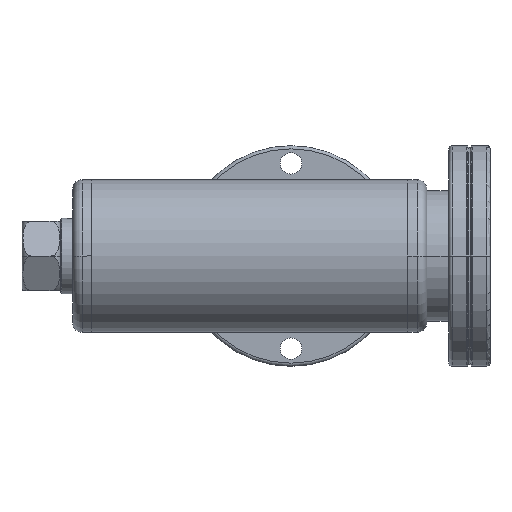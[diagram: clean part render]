
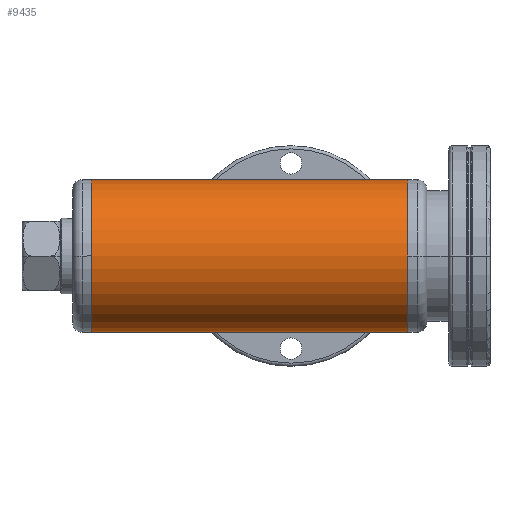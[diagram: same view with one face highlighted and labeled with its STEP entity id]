
A CAD part, left-side view. The second image highlights one B-rep face of the part: STEP entity #9435.
In plain terms, the highlighted cylindrical face has radius 24.13 mm (diameter 48.26 mm), a partial arc.
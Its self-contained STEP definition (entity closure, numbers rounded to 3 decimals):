
#397=CARTESIAN_POINT('',(0.,21.2,0.));
#398=DIRECTION('',(0.,1.,0.));
#399=DIRECTION('',(0.,0.,-1.));
#400=AXIS2_PLACEMENT_3D('',#397,#398,#399);
#585=CARTESIAN_POINT('',(0.,121.4,0.));
#586=DIRECTION('',(0.,1.,0.));
#587=DIRECTION('',(0.,0.,-1.));
#588=AXIS2_PLACEMENT_3D('',#585,#586,#587);
#2422=DIRECTION('',(0.,-1.,0.));
#2423=VECTOR('',#2422,100.2);
#2424=CARTESIAN_POINT('',(0.,121.4,-24.13));
#2425=LINE('',#2424,#2423);
#2426=DIRECTION('',(0.,1.,0.));
#2427=VECTOR('',#2426,100.2);
#2428=CARTESIAN_POINT('',(0.,21.2,24.13));
#2429=LINE('',#2428,#2427);
#8501=CARTESIAN_POINT('',(0.,21.2,-24.13));
#8502=CARTESIAN_POINT('',(0.,21.2,24.13));
#8503=VERTEX_POINT('',#8501);
#8504=VERTEX_POINT('',#8502);
#8517=CARTESIAN_POINT('',(0.,121.4,-24.13));
#8518=CARTESIAN_POINT('',(0.,121.4,24.13));
#8519=VERTEX_POINT('',#8517);
#8520=VERTEX_POINT('',#8518);
#9421=CARTESIAN_POINT('',(0.,19.196,0.));
#9422=DIRECTION('',(0.,1.,0.));
#9423=DIRECTION('',(0.,0.,-1.));
#9424=AXIS2_PLACEMENT_3D('',#9421,#9422,#9423);
#9425=CYLINDRICAL_SURFACE('',#9424,24.13);
#9427=ORIENTED_EDGE('',*,*,#9426,.T.);
#9429=ORIENTED_EDGE('',*,*,#9428,.F.);
#9430=ORIENTED_EDGE('',*,*,#9144,.F.);
#9432=ORIENTED_EDGE('',*,*,#9431,.F.);
#9433=EDGE_LOOP('',(#9427,#9429,#9430,#9432));
#9434=FACE_OUTER_BOUND('',#9433,.F.);
#401=CIRCLE('',#400,24.13);
#589=CIRCLE('',#588,24.13);
#9144=EDGE_CURVE('',#8503,#8504,#401,.T.);
#9426=EDGE_CURVE('',#8519,#8520,#589,.T.);
#9428=EDGE_CURVE('',#8504,#8520,#2429,.T.);
#9431=EDGE_CURVE('',#8519,#8503,#2425,.T.);
#9435=ADVANCED_FACE('',(#9434),#9425,.T.);
